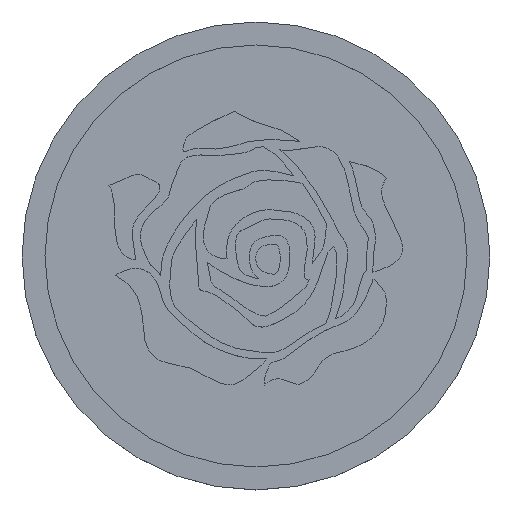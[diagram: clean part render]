
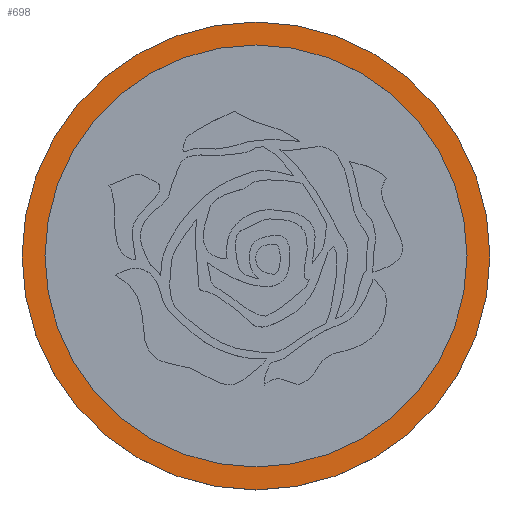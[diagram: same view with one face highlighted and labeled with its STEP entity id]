
A CAD part, top view. The second image highlights one B-rep face of the part: STEP entity #698.
In plain terms, the highlighted planar face has unit normal (0, 0, 1).
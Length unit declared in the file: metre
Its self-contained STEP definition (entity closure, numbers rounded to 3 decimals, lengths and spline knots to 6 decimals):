
#53=CIRCLE('',#760,0.05);
#55=CIRCLE('',#763,0.045095);
#163=ORIENTED_EDGE('',*,*,#363,.F.);
#164=ORIENTED_EDGE('',*,*,#361,.T.);
#361=EDGE_CURVE('',#461,#461,#53,.T.);
#363=EDGE_CURVE('',#463,#463,#55,.T.);
#461=VERTEX_POINT('',#1392);
#463=VERTEX_POINT('',#1397);
#570=EDGE_LOOP('',(#163));
#571=EDGE_LOOP('',(#164));
#632=FACE_BOUND('',#570,.T.);
#633=FACE_BOUND('',#571,.T.);
#681=PLANE('',#762);
#698=ADVANCED_FACE('',(#632,#633),#681,.T.);
#760=AXIS2_PLACEMENT_3D('',#1391,#789,#790);
#762=AXIS2_PLACEMENT_3D('',#1395,#793,#794);
#763=AXIS2_PLACEMENT_3D('',#1396,#795,#796);
#789=DIRECTION('',(0.,0.,1.));
#790=DIRECTION('',(1.,0.,0.));
#793=DIRECTION('',(0.,0.,1.));
#794=DIRECTION('',(1.,0.,0.));
#795=DIRECTION('',(0.,0.,1.));
#796=DIRECTION('',(1.,0.,0.));
#1391=CARTESIAN_POINT('',(0.,0.,0.006));
#1392=CARTESIAN_POINT('',(0.05,0.,0.006));
#1395=CARTESIAN_POINT('',(0.,0.,0.006));
#1396=CARTESIAN_POINT('',(0.,0.,0.006));
#1397=CARTESIAN_POINT('',(0.045095,0.,0.006));
